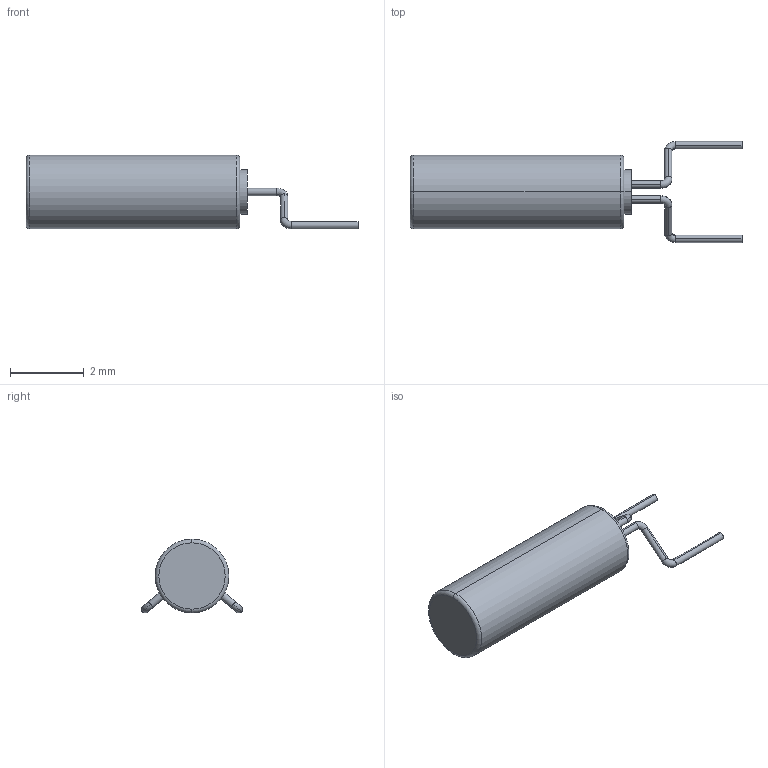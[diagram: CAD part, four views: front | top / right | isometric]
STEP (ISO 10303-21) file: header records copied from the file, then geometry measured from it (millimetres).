
FILE_DESCRIPTION (( 'STEP AP214' ), '1' );
FILE_NAME ('OSC-SMD_BD2.0-P2.54_TMXLI-206F 32.768KHZ 12.5PF 20PPM.step', '2021-08-14T17:15:49', ( '' ), ( '' ), 'SwSTEP 2.0', 'SolidWorks 2020', '' );
FILE_SCHEMA (( 'AUTOMOTIVE_DESIGN' ));
Length unit declared in the file: millimetre
Products named in the file (1): OSC-SMD_BD2.0-P2.54_TMXLI-206F 32.768KHZ 12.5PF 20PPM
Bounding box: 9 x 2.74 x 2 mm (x, y, z)
Volume: 18.7 mm3; surface area: 48.2 mm2
Topology: 1 solids, 1 shells, 92 faces, 239 edges, 162 vertices
Faces by surface type: plane 50, cylinder 16, bspline 14, torus 12
Entity records: 4560 total; most frequent: CARTESIAN_POINT 1292, ORIENTED_EDGE 472, DIRECTION 433, EDGE_CURVE 236, VERTEX_POINT 156, LINE 147, VECTOR 147, AXIS2_PLACEMENT_3D 143
